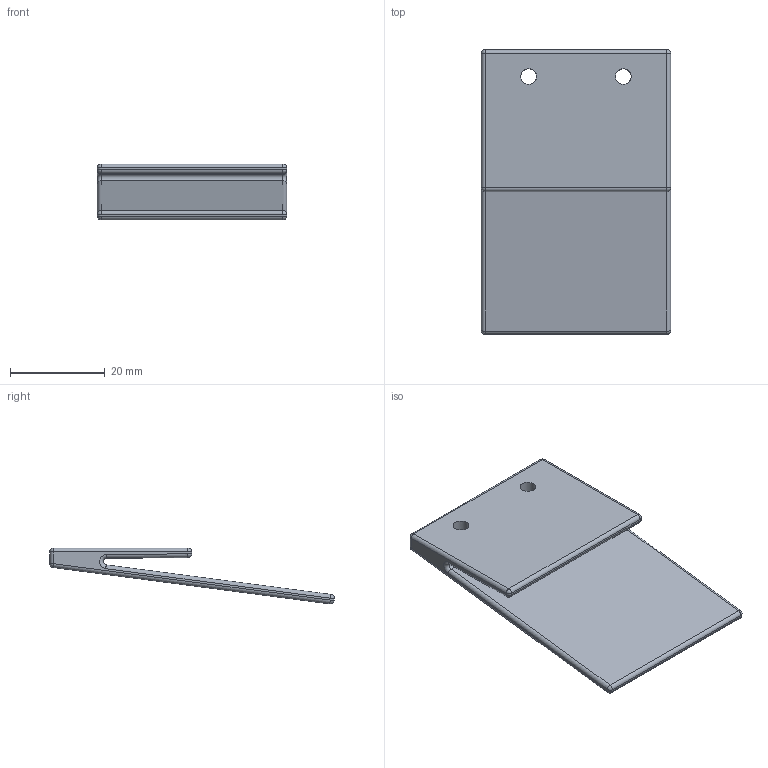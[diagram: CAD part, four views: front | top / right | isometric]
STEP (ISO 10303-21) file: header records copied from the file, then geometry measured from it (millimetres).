
FILE_DESCRIPTION(/* description */ (''),/* implementation_level */ '2;1');
FILE_NAME(/* name */ 'fbio - enganche1.stp',/* time_stamp */ '2023-11-17T22:02:55-05:00',/* author */ ('anapa'),/* organization */ (''),/* preprocessor_version */ 'ST-DEVELOPER v18.1',/* originating_system */ 'Autodesk Inventor 2022',/* authorisation */ '');
FILE_SCHEMA (('AUTOMOTIVE_DESIGN { 1 0 10303 214 3 1 1 }'));
Length unit declared in the file: millimetre
Products named in the file (1): fbio - enganche
Bounding box: 40 x 60.15 x 11.79 mm (x, y, z)
Volume: 7492.7 mm3; surface area: 6944.6 mm2
Topology: 1 solids, 1 shells, 46 faces, 94 edges, 48 vertices
Faces by surface type: cylinder 23, sphere 12, plane 9, torus 2
Full cylindrical faces by diameter (mm): 3.3 x2
Entity records: 1213 total; most frequent: DIRECTION 234, CARTESIAN_POINT 187, ORIENTED_EDGE 184, AXIS2_PLACEMENT_3D 95, EDGE_CURVE 92, EDGE_LOOP 50, VERTEX_POINT 48, FACE_OUTER_BOUND 46
